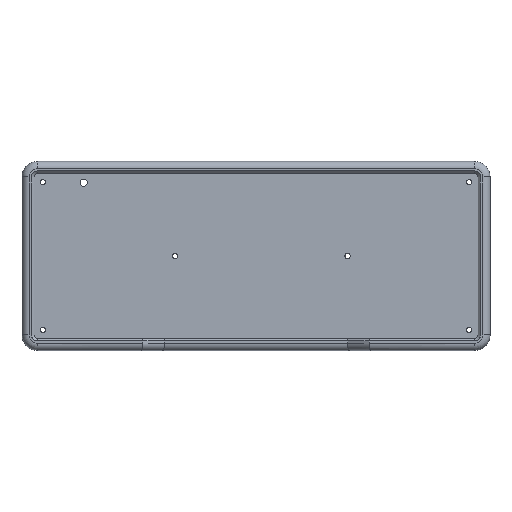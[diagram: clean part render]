
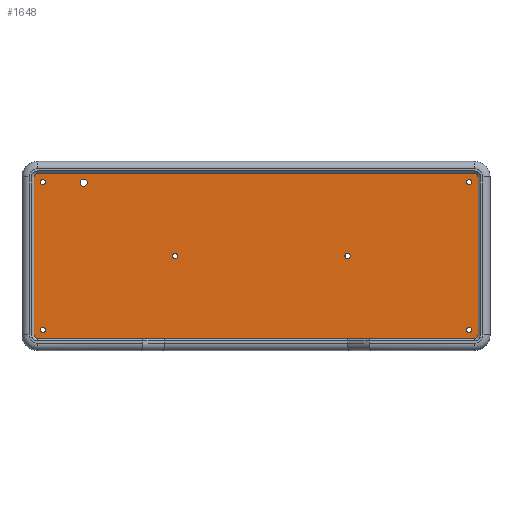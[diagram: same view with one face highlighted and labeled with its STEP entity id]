
A CAD part, top view. The second image highlights one B-rep face of the part: STEP entity #1648.
In plain terms, the highlighted planar face has unit normal (0, 0, 1).
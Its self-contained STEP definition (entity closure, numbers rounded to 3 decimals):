
#67=FACE_BOUND('',#274,.T.);
#68=FACE_BOUND('',#275,.T.);
#69=FACE_BOUND('',#276,.T.);
#70=FACE_BOUND('',#277,.T.);
#71=FACE_BOUND('',#278,.T.);
#72=FACE_BOUND('',#279,.T.);
#73=FACE_BOUND('',#280,.T.);
#93=PLANE('',#1808);
#169=FACE_OUTER_BOUND('',#273,.T.);
#273=EDGE_LOOP('',(#1333,#1334,#1335,#1336,#1337,#1338,#1339,#1340,#1341,
#1342,#1343,#1344,#1345,#1346,#1347,#1348));
#274=EDGE_LOOP('',(#1349));
#275=EDGE_LOOP('',(#1350));
#276=EDGE_LOOP('',(#1351));
#277=EDGE_LOOP('',(#1352));
#278=EDGE_LOOP('',(#1353));
#279=EDGE_LOOP('',(#1354));
#280=EDGE_LOOP('',(#1355));
#401=LINE('',#2640,#557);
#404=LINE('',#2649,#560);
#408=LINE('',#2664,#564);
#411=LINE('',#2673,#567);
#415=LINE('',#2680,#571);
#418=LINE('',#2688,#574);
#420=LINE('',#2691,#576);
#421=LINE('',#2694,#577);
#422=LINE('',#2696,#578);
#423=LINE('',#2698,#579);
#424=LINE('',#2699,#580);
#425=LINE('',#2700,#581);
#557=VECTOR('',#2151,10.);
#560=VECTOR('',#2160,10.);
#564=VECTOR('',#2172,10.);
#567=VECTOR('',#2181,10.);
#571=VECTOR('',#2185,10.);
#574=VECTOR('',#2190,10.);
#576=VECTOR('',#2194,10.);
#577=VECTOR('',#2197,10.);
#578=VECTOR('',#2198,10.);
#579=VECTOR('',#2199,10.);
#580=VECTOR('',#2200,10.);
#581=VECTOR('',#2201,10.);
#650=CIRCLE('',#1710,1.1);
#652=CIRCLE('',#1714,1.1);
#654=CIRCLE('',#1718,1.1);
#656=CIRCLE('',#1722,1.1);
#658=CIRCLE('',#1726,1.1);
#660=CIRCLE('',#1730,1.1);
#688=CIRCLE('',#1795,1.5);
#689=CIRCLE('',#1798,1.5);
#694=CIRCLE('',#1805,1.5);
#695=CIRCLE('',#1809,1.5);
#696=CIRCLE('',#1810,1.5);
#730=VERTEX_POINT('',#2415);
#732=VERTEX_POINT('',#2423);
#734=VERTEX_POINT('',#2431);
#736=VERTEX_POINT('',#2439);
#738=VERTEX_POINT('',#2447);
#740=VERTEX_POINT('',#2455);
#795=VERTEX_POINT('',#2632);
#796=VERTEX_POINT('',#2634);
#797=VERTEX_POINT('',#2638);
#798=VERTEX_POINT('',#2642);
#799=VERTEX_POINT('',#2646);
#800=VERTEX_POINT('',#2648);
#807=VERTEX_POINT('',#2662);
#808=VERTEX_POINT('',#2666);
#809=VERTEX_POINT('',#2670);
#810=VERTEX_POINT('',#2672);
#813=VERTEX_POINT('',#2678);
#816=VERTEX_POINT('',#2685);
#817=VERTEX_POINT('',#2687);
#818=VERTEX_POINT('',#2692);
#819=VERTEX_POINT('',#2695);
#820=VERTEX_POINT('',#2697);
#821=VERTEX_POINT('',#2701);
#876=EDGE_CURVE('',#730,#730,#650,.T.);
#880=EDGE_CURVE('',#732,#732,#652,.T.);
#884=EDGE_CURVE('',#734,#734,#654,.T.);
#888=EDGE_CURVE('',#736,#736,#656,.T.);
#892=EDGE_CURVE('',#738,#738,#658,.T.);
#896=EDGE_CURVE('',#740,#740,#660,.T.);
#985=EDGE_CURVE('',#795,#796,#688,.T.);
#988=EDGE_CURVE('',#797,#795,#401,.T.);
#990=EDGE_CURVE('',#798,#797,#689,.T.);
#992=EDGE_CURVE('',#799,#800,#404,.T.);
#1000=EDGE_CURVE('',#807,#798,#408,.T.);
#1002=EDGE_CURVE('',#808,#799,#694,.T.);
#1004=EDGE_CURVE('',#809,#810,#411,.T.);
#1008=EDGE_CURVE('',#813,#808,#415,.T.);
#1011=EDGE_CURVE('',#817,#816,#418,.T.);
#1013=EDGE_CURVE('',#810,#816,#420,.T.);
#1014=EDGE_CURVE('',#818,#809,#695,.T.);
#1015=EDGE_CURVE('',#796,#818,#421,.T.);
#1016=EDGE_CURVE('',#819,#807,#422,.T.);
#1017=EDGE_CURVE('',#819,#820,#423,.T.);
#1018=EDGE_CURVE('',#800,#820,#424,.T.);
#1019=EDGE_CURVE('',#817,#813,#425,.T.);
#1020=EDGE_CURVE('',#821,#821,#696,.T.);
#1333=ORIENTED_EDGE('',*,*,#1011,.T.);
#1334=ORIENTED_EDGE('',*,*,#1013,.F.);
#1335=ORIENTED_EDGE('',*,*,#1004,.F.);
#1336=ORIENTED_EDGE('',*,*,#1014,.F.);
#1337=ORIENTED_EDGE('',*,*,#1015,.F.);
#1338=ORIENTED_EDGE('',*,*,#985,.F.);
#1339=ORIENTED_EDGE('',*,*,#988,.F.);
#1340=ORIENTED_EDGE('',*,*,#990,.F.);
#1341=ORIENTED_EDGE('',*,*,#1000,.F.);
#1342=ORIENTED_EDGE('',*,*,#1016,.F.);
#1343=ORIENTED_EDGE('',*,*,#1017,.T.);
#1344=ORIENTED_EDGE('',*,*,#1018,.F.);
#1345=ORIENTED_EDGE('',*,*,#992,.F.);
#1346=ORIENTED_EDGE('',*,*,#1002,.F.);
#1347=ORIENTED_EDGE('',*,*,#1008,.F.);
#1348=ORIENTED_EDGE('',*,*,#1019,.F.);
#1349=ORIENTED_EDGE('',*,*,#892,.F.);
#1350=ORIENTED_EDGE('',*,*,#1020,.F.);
#1351=ORIENTED_EDGE('',*,*,#880,.F.);
#1352=ORIENTED_EDGE('',*,*,#876,.F.);
#1353=ORIENTED_EDGE('',*,*,#896,.F.);
#1354=ORIENTED_EDGE('',*,*,#884,.F.);
#1355=ORIENTED_EDGE('',*,*,#888,.F.);
#1648=ADVANCED_FACE('',(#169,#67,#68,#69,#70,#71,#72,#73),#93,.F.);
#1710=AXIS2_PLACEMENT_3D('',#2417,#1908,#1909);
#1714=AXIS2_PLACEMENT_3D('',#2425,#1918,#1919);
#1718=AXIS2_PLACEMENT_3D('',#2433,#1928,#1929);
#1722=AXIS2_PLACEMENT_3D('',#2441,#1938,#1939);
#1726=AXIS2_PLACEMENT_3D('',#2449,#1948,#1949);
#1730=AXIS2_PLACEMENT_3D('',#2457,#1958,#1959);
#1795=AXIS2_PLACEMENT_3D('',#2635,#2145,#2146);
#1798=AXIS2_PLACEMENT_3D('',#2644,#2155,#2156);
#1805=AXIS2_PLACEMENT_3D('',#2668,#2176,#2177);
#1808=AXIS2_PLACEMENT_3D('',#2690,#2192,#2193);
#1809=AXIS2_PLACEMENT_3D('',#2693,#2195,#2196);
#1810=AXIS2_PLACEMENT_3D('',#2702,#2202,#2203);
#1908=DIRECTION('center_axis',(0.,0.,1.));
#1909=DIRECTION('ref_axis',(1.,0.,0.));
#1918=DIRECTION('center_axis',(0.,0.,1.));
#1919=DIRECTION('ref_axis',(1.,0.,0.));
#1928=DIRECTION('center_axis',(0.,0.,1.));
#1929=DIRECTION('ref_axis',(1.,0.,0.));
#1938=DIRECTION('center_axis',(0.,0.,1.));
#1939=DIRECTION('ref_axis',(1.,0.,0.));
#1948=DIRECTION('center_axis',(0.,0.,1.));
#1949=DIRECTION('ref_axis',(1.,0.,0.));
#1958=DIRECTION('center_axis',(0.,0.,1.));
#1959=DIRECTION('ref_axis',(1.,0.,0.));
#2145=DIRECTION('center_axis',(0.,0.,-1.));
#2146=DIRECTION('ref_axis',(1.,0.,0.));
#2151=DIRECTION('',(1.,0.,0.));
#2155=DIRECTION('center_axis',(0.,0.,-1.));
#2156=DIRECTION('ref_axis',(0.,1.,0.));
#2160=DIRECTION('',(0.,1.,0.));
#2172=DIRECTION('',(0.,1.,0.));
#2176=DIRECTION('center_axis',(0.,0.,-1.));
#2177=DIRECTION('ref_axis',(-1.,0.,0.));
#2181=DIRECTION('',(-1.,0.,0.));
#2185=DIRECTION('',(-1.,0.,0.));
#2190=DIRECTION('',(1.,0.,0.));
#2192=DIRECTION('center_axis',(0.,0.,-1.));
#2193=DIRECTION('ref_axis',(0.,1.,0.));
#2194=DIRECTION('',(0.,-1.,0.));
#2195=DIRECTION('center_axis',(0.,0.,-1.));
#2196=DIRECTION('ref_axis',(0.,-1.,0.));
#2197=DIRECTION('',(0.,-1.,0.));
#2198=DIRECTION('',(1.,0.,0.));
#2199=DIRECTION('',(0.,-1.,0.));
#2200=DIRECTION('',(-1.,0.,0.));
#2201=DIRECTION('',(0.,1.,0.));
#2202=DIRECTION('center_axis',(0.,0.,1.));
#2203=DIRECTION('ref_axis',(1.,0.,0.));
#2415=CARTESIAN_POINT('',(-6.9,-5.325,-2.175));
#2417=CARTESIAN_POINT('Origin',(-5.8,-5.325,-2.175));
#2423=CARTESIAN_POINT('',(-6.9,56.275,-2.175));
#2425=CARTESIAN_POINT('Origin',(-5.8,56.275,-2.175));
#2431=CARTESIAN_POINT('',(48.4,25.475,-2.175));
#2433=CARTESIAN_POINT('Origin',(49.5,25.475,-2.175));
#2439=CARTESIAN_POINT('',(171.2,56.275,-2.175));
#2441=CARTESIAN_POINT('Origin',(172.3,56.275,-2.175));
#2447=CARTESIAN_POINT('',(171.2,-5.325,-2.175));
#2449=CARTESIAN_POINT('Origin',(172.3,-5.325,-2.175));
#2455=CARTESIAN_POINT('',(120.4,25.475,-2.175));
#2457=CARTESIAN_POINT('Origin',(121.5,25.475,-2.175));
#2632=CARTESIAN_POINT('',(174.5,59.975,-2.175));
#2634=CARTESIAN_POINT('',(176.,58.475,-2.175));
#2635=CARTESIAN_POINT('Origin',(174.5,58.475,-2.175));
#2638=CARTESIAN_POINT('',(-8.,59.975,-2.175));
#2640=CARTESIAN_POINT('',(174.5,59.975,-2.175));
#2642=CARTESIAN_POINT('',(-9.5,58.475,-2.175));
#2644=CARTESIAN_POINT('Origin',(-8.,58.475,-2.175));
#2646=CARTESIAN_POINT('',(-9.5,-7.525,-2.175));
#2648=CARTESIAN_POINT('',(-9.5,38.975,-2.175));
#2649=CARTESIAN_POINT('',(-9.5,58.475,-2.175));
#2662=CARTESIAN_POINT('',(-9.5,45.975,-2.175));
#2664=CARTESIAN_POINT('',(-9.5,58.475,-2.175));
#2666=CARTESIAN_POINT('',(-8.,-9.025,-2.175));
#2668=CARTESIAN_POINT('Origin',(-8.,-7.525,-2.175));
#2670=CARTESIAN_POINT('',(174.5,-9.025,-2.175));
#2672=CARTESIAN_POINT('',(121.5,-9.025,-2.175));
#2673=CARTESIAN_POINT('',(-8.,-9.025,-2.175));
#2678=CARTESIAN_POINT('',(45.,-9.025,-2.175));
#2680=CARTESIAN_POINT('',(-8.,-9.025,-2.175));
#2685=CARTESIAN_POINT('',(121.5,-11.025,-2.175));
#2687=CARTESIAN_POINT('',(45.,-11.025,-2.175));
#2688=CARTESIAN_POINT('',(15.25,-11.025,-2.175));
#2690=CARTESIAN_POINT('Origin',(-14.5,37.775,-2.175));
#2691=CARTESIAN_POINT('',(121.5,-8.525,-2.175));
#2692=CARTESIAN_POINT('',(176.,-7.525,-2.175));
#2693=CARTESIAN_POINT('Origin',(174.5,-7.525,-2.175));
#2694=CARTESIAN_POINT('',(176.,-7.525,-2.175));
#2695=CARTESIAN_POINT('',(-11.5,45.975,-2.175));
#2696=CARTESIAN_POINT('',(-14.5,45.975,-2.175));
#2697=CARTESIAN_POINT('',(-11.5,38.975,-2.175));
#2698=CARTESIAN_POINT('',(-11.5,40.125,-2.175));
#2699=CARTESIAN_POINT('',(-14.5,38.975,-2.175));
#2700=CARTESIAN_POINT('',(45.,-8.525,-2.175));
#2701=CARTESIAN_POINT('',(9.77,56.115,-2.175));
#2702=CARTESIAN_POINT('Origin',(11.27,56.115,-2.175));
